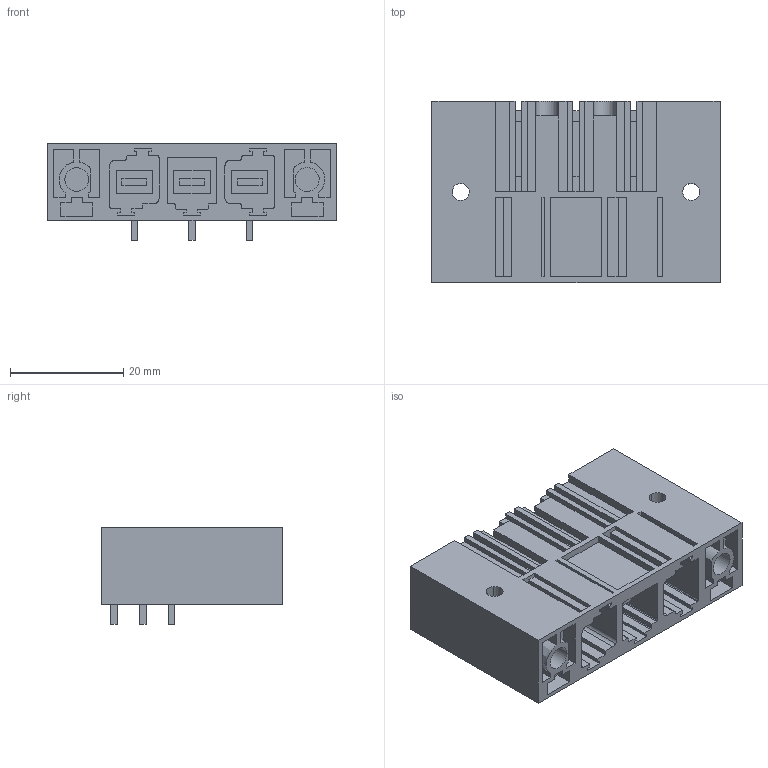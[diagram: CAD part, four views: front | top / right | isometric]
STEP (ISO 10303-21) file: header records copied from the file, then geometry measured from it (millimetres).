
FILE_DESCRIPTION(('CATIA V5 STEP Exchange','CAx-IF Rec.Pracs.--- Model Styling and Organization---1.2---2011-12-15'),'2;1');
FILE_NAME ('D1457531_0_1851130000_1851130000.stp','2018-03-09T05:48:36+00:00',('none'),('Weidmueller'),'CATIA Version 5-6 Release 2014','CATIA V5 STEP AP214','none');
FILE_SCHEMA(('AUTOMOTIVE_DESIGN { 1 0 10303 214 1 1 1 1 }'));
Length unit declared in the file: millimetre
Products named in the file (1): 1851130000
Bounding box: 50.8 x 32 x 17.1 mm (x, y, z)
Volume: 14278.5 mm3; surface area: 13443.6 mm2
Topology: 6 solids, 6 shells, 569 faces, 1611 edges, 1082 vertices
Faces by surface type: plane 496, extrusion 43, cylinder 30
Entity records: 18298 total; most frequent: CARTESIAN_POINT 3747, ORIENTED_EDGE 3222, DIRECTION 2308, EDGE_CURVE 1611, VECTOR 1504, LINE 1461, VERTEX_POINT 1082, EDGE_LOOP 611
